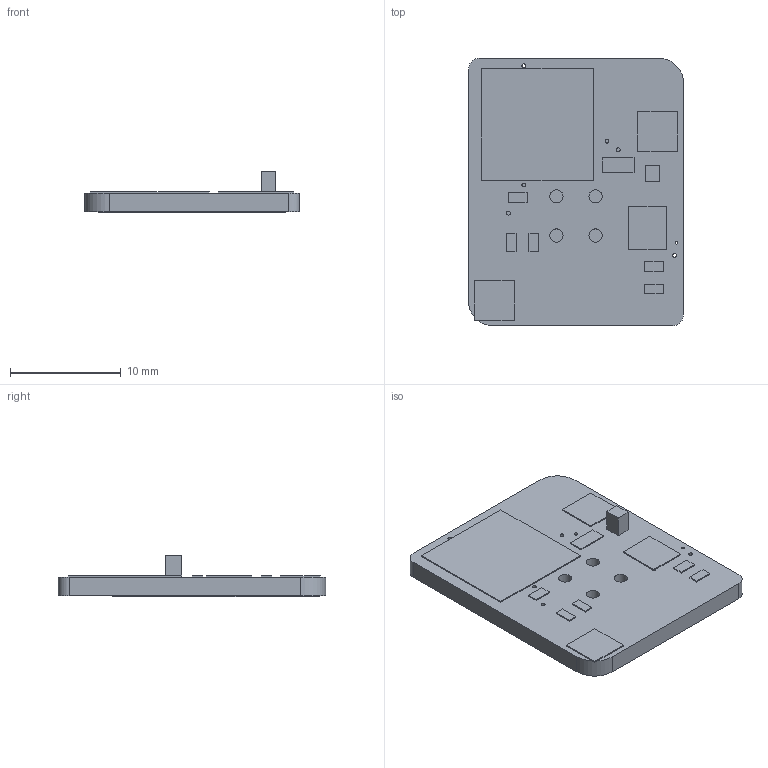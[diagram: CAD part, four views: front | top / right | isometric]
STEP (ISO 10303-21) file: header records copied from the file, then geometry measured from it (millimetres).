
FILE_DESCRIPTION(/* description */ (''),/* implementation_level */ '2;1');
FILE_NAME(/* name */ 'a2ec364a-425b-4694-a42e-727efff3497a.stp',/* time_stamp */ '2024-09-25T16:20:41Z',/* author */ (''),/* organization */ (''),/* preprocessor_version */ 'ST-DEVELOPER v20',/* originating_system */ 'Autodesk Translation Framework v13.20.0.188',/* authorisation */ '');
FILE_SCHEMA (('AUTOMOTIVE_DESIGN { 1 0 10303 214 3 1 1 }'));
Length unit declared in the file: millimetre
Products named in the file (11): a2ec364a-425b-4694-a42e-727efff3497a; PCB Component; Board; CONN_I2C_SENSOR_BOARD_MOUNT_TH; DMG3404; JUMPER-SMT_2_NO_SILK; DNP; STC31; 0.1uF; SCD41; 1_72
Assembly tree (14 placements, depth 3):
  a2ec364a-425b-4694-a42e-727efff3497a
    PCB Component
      Board
      CONN_I2C_SENSOR_BOARD_MOUNT_TH
      DMG3404
      JUMPER-SMT_2_NO_SILK
      DNP  x3
      STC31
      0.1uF  x2
      SCD41
      1_72  x2
Bounding box: 19.4 x 24.13 x 3.73 mm (x, y, z)
Volume: 807.5 mm3; surface area: 2076.6 mm2
Topology: 13 solids, 13 shells, 96 faces, 210 edges, 140 vertices
Faces by surface type: plane 78, cylinder 18
Full cylindrical faces by diameter (mm): 0.254 x2, 0.35 x6, 1.2 x4, 2.132 x2
Entity records: 2468 total; most frequent: DIRECTION 392, CARTESIAN_POINT 367, ORIENTED_EDGE 324, EDGE_CURVE 162, AXIS2_PLACEMENT_3D 133, LINE 126, VECTOR 126, VERTEX_POINT 108
